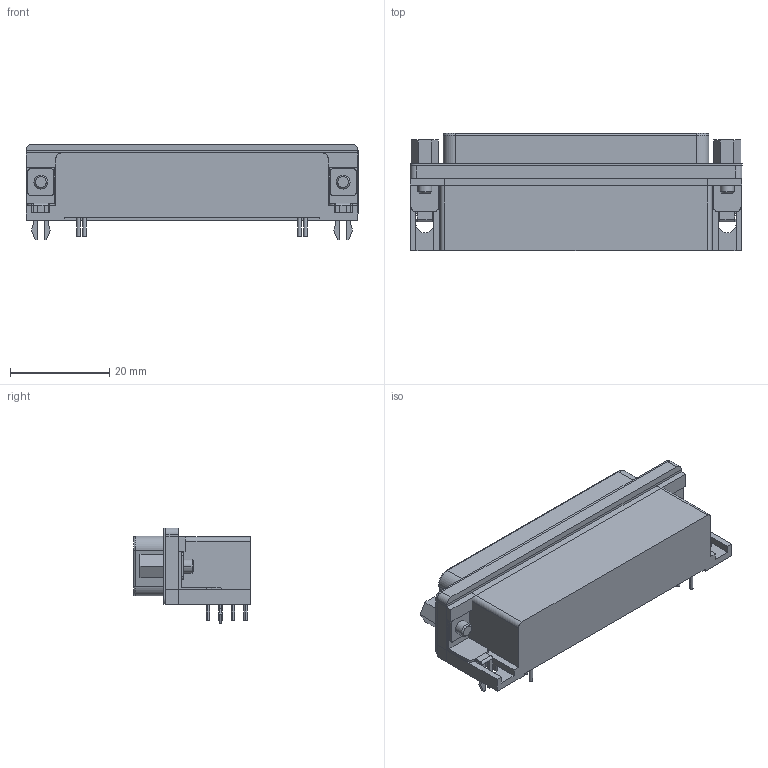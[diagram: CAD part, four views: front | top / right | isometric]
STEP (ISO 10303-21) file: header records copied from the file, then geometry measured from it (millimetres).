
FILE_DESCRIPTION((''),'2;1');
FILE_NAME('HARTING_09 56 562 7813.stp','2014-12-11T15:30:44',(''),(''),'Mechanical Desktop 2011','Mechanical Desktop 2011',', , ');
FILE_SCHEMA(('AUTOMOTIVE_DESIGN { 1 2 10303 214 1 1 1 1 }'));
Length unit declared in the file: millimetre
Products named in the file (1): Product
Bounding box: 67 x 23.6 x 19.37 mm (x, y, z)
Volume: 16903.1 mm3; surface area: 14729.3 mm2
Topology: 107 solids, 107 shells, 648 faces, 1371 edges, 780 vertices
Faces by surface type: plane 252, cylinder 232, sphere 156, torus 4, cone 4
Entity records: 16299 total; most frequent: DIRECTION 3137, CARTESIAN_POINT 2661, ORIENTED_EDGE 2428, AXIS2_PLACEMENT_3D 1275, EDGE_CURVE 1214, VERTEX_POINT 778, EDGE_LOOP 656, FACE_OUTER_BOUND 648
